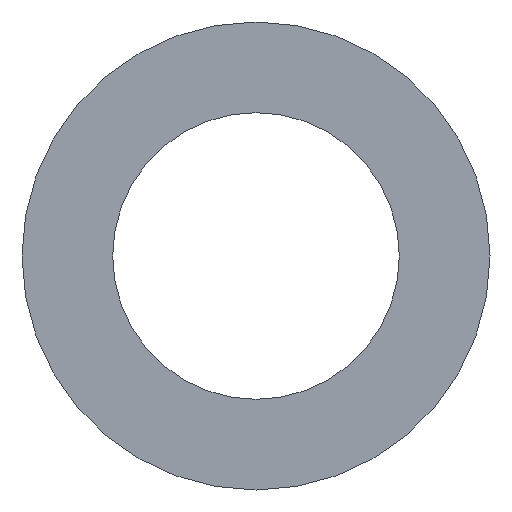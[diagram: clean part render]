
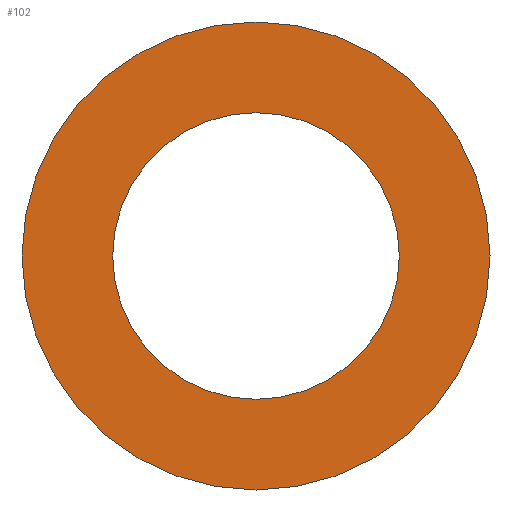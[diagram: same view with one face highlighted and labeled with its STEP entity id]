
A CAD part, left-side view. The second image highlights one B-rep face of the part: STEP entity #102.
In plain terms, the highlighted planar face has unit normal (-1, 0, 0).
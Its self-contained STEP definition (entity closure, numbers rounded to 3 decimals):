
#80 = VERTEX_POINT( '', #193 );
#84 = EDGE_CURVE( '', #86, #112, #198, .T. );
#86 = VERTEX_POINT( '', #200 );
#88 = EDGE_CURVE( '', #80, #160, #202, .T. );
#94 = EDGE_CURVE( '', #112, #86, #209, .T. );
#102 = ADVANCED_FACE( '', ( #217, #218 ), #219, .T. );
#112 = VERTEX_POINT( '', #230 );
#126 = EDGE_CURVE( '', #160, #80, #247, .T. );
#160 = VERTEX_POINT( '', #286 );
#193 = CARTESIAN_POINT( '', ( -80., -48.4, 0. ) );
#198 = CIRCLE( '', #320, 79. );
#200 = CARTESIAN_POINT( '', ( -80., -79., 0. ) );
#202 = CIRCLE( '', #325, 48.4 );
#209 = CIRCLE( '', #334, 79. );
#217 = FACE_BOUND( '', #343, .T. );
#218 = FACE_OUTER_BOUND( '', #344, .T. );
#219 = PLANE( '', #345 );
#230 = CARTESIAN_POINT( '', ( -80., 79., 0. ) );
#247 = CIRCLE( '', #382, 48.4 );
#286 = CARTESIAN_POINT( '', ( -80., 48.4, 0. ) );
#320 = AXIS2_PLACEMENT_3D( '', #460, #461, #462 );
#325 = AXIS2_PLACEMENT_3D( '', #463, #464, #465 );
#334 = AXIS2_PLACEMENT_3D( '', #477, #478, #479 );
#343 = EDGE_LOOP( '', ( #483, #484 ) );
#344 = EDGE_LOOP( '', ( #485, #486 ) );
#345 = AXIS2_PLACEMENT_3D( '', #487, #488, #489 );
#382 = AXIS2_PLACEMENT_3D( '', #528, #529, #530 );
#460 = CARTESIAN_POINT( '', ( -80., 0., 0. ) );
#461 = DIRECTION( '', ( -1., 0., 0. ) );
#462 = DIRECTION( '', ( 0., 1., 0. ) );
#463 = CARTESIAN_POINT( '', ( -80., 0., 0. ) );
#464 = DIRECTION( '', ( -1., 0., 0. ) );
#465 = DIRECTION( '', ( 0., 1., 0. ) );
#477 = CARTESIAN_POINT( '', ( -80., 0., 0. ) );
#478 = DIRECTION( '', ( -1., 0., 0. ) );
#479 = DIRECTION( '', ( 0., 1., 0. ) );
#483 = ORIENTED_EDGE( '', *, *, #126, .F. );
#484 = ORIENTED_EDGE( '', *, *, #88, .F. );
#485 = ORIENTED_EDGE( '', *, *, #94, .T. );
#486 = ORIENTED_EDGE( '', *, *, #84, .T. );
#487 = CARTESIAN_POINT( '', ( -80., 63.7, 0. ) );
#488 = DIRECTION( '', ( -1., 0., 0. ) );
#489 = DIRECTION( '', ( 0., 1., 0. ) );
#528 = CARTESIAN_POINT( '', ( -80., 0., 0. ) );
#529 = DIRECTION( '', ( -1., 0., 0. ) );
#530 = DIRECTION( '', ( 0., 1., 0. ) );
